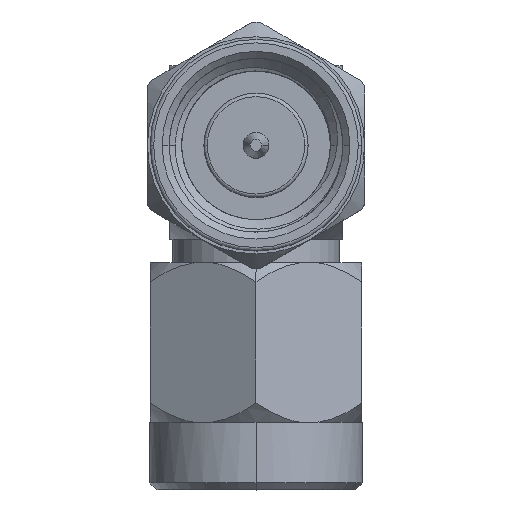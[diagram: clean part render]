
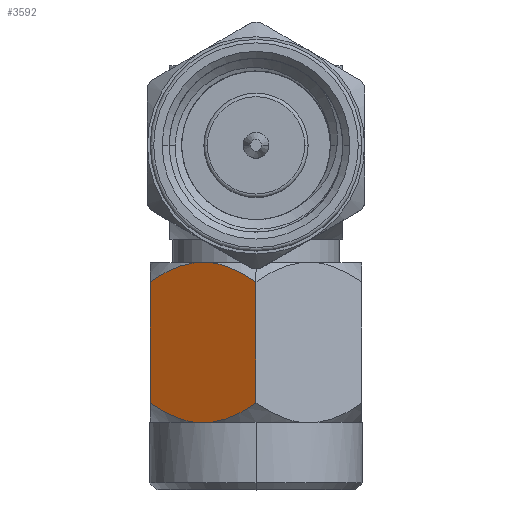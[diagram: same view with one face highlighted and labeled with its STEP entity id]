
A CAD part, top view. The second image highlights one B-rep face of the part: STEP entity #3592.
In plain terms, the highlighted face is planar.
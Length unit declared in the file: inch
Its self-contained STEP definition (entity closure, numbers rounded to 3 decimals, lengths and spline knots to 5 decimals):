
#136 = VERTEX_POINT ( 'NONE', #2493 ) ;
#250 = CARTESIAN_POINT ( 'NONE',  ( 0.14531, -0.32512, -0.05316 ) ) ;
#703 = LINE ( 'NONE', #7556, #1820 ) ;
#779 = CARTESIAN_POINT ( 'NONE',  ( 0.09372, -0.30591, -0.14251 ) ) ;
#790 = CARTESIAN_POINT ( 'NONE',  ( 0.15182, -0.32169, -0.04189 ) ) ;
#869 = CARTESIAN_POINT ( 'NONE',  ( 0.11869, -0.09838, -0.09926 ) ) ;
#935 = LINE ( 'NONE', #3877, #3810 ) ;
#1065 = FACE_OUTER_BOUND ( 'NONE', #5499, .T. ) ;
#1170 = CARTESIAN_POINT ( 'NONE',  ( 0.176, -0.12441, 0. ) ) ;
#1215 = ORIENTED_EDGE ( 'NONE', *, *, #8358, .T. ) ;
#1333 = EDGE_CURVE ( 'NONE', #6710, #7665, #3847, .T. ) ;
#1392 = VECTOR ( 'NONE', #8485, 39.37008 ) ;
#1404 = ORIENTED_EDGE ( 'NONE', *, *, #3193, .T. ) ;
#1437 = CARTESIAN_POINT ( 'NONE',  ( 0.13865, -0.097, -0.06469 ) ) ;
#1553 = DIRECTION ( 'NONE',  ( -0.5, 0., -0.866 ) ) ;
#1618 = CARTESIAN_POINT ( 'NONE',  ( 0.176, -3.5813, 0. ) ) ;
#1752 = ORIENTED_EDGE ( 'NONE', *, *, #6559, .F. ) ;
#1820 = VECTOR ( 'NONE', #1553, 39.37008 ) ;
#1996 = EDGE_CURVE ( 'NONE', #4441, #7885, #7090, .T. ) ;
#2124 = CARTESIAN_POINT ( 'NONE',  ( 0.09369, -0.11763, -0.14256 ) ) ;
#2306 = ORIENTED_EDGE ( 'NONE', *, *, #1996, .T. ) ;
#2397 = CARTESIAN_POINT ( 'NONE',  ( 0.176, -0.3265, 0. ) ) ;
#2493 = CARTESIAN_POINT ( 'NONE',  ( 0.088, -0.29909, -0.15242 ) ) ;
#2562 = CARTESIAN_POINT ( 'NONE',  ( 0.088, -3.5813, -0.15242 ) ) ;
#2644 = ORIENTED_EDGE ( 'NONE', *, *, #7970, .F. ) ;
#2658 = VERTEX_POINT ( 'NONE', #1170 ) ;
#2721 = CARTESIAN_POINT ( 'NONE',  ( 0.088, -0.12441, -0.15242 ) ) ;
#2756 = EDGE_CURVE ( 'NONE', #136, #6710, #7401, .T. ) ;
#2883 = VERTEX_POINT ( 'NONE', #3147 ) ;
#2907 = EDGE_CURVE ( 'NONE', #7885, #2883, #7814, .T. ) ;
#3052 = PLANE ( 'NONE',  #5647 ) ;
#3147 = CARTESIAN_POINT ( 'NONE',  ( 0.12535, -0.3265, -0.08773 ) ) ;
#3193 = EDGE_CURVE ( 'NONE', #4936, #2658, #3232, .T. ) ;
#3232 = B_SPLINE_CURVE_WITH_KNOTS ( 'NONE', 3,
 ( #6780, #6746, #3452, #6077, #4784, #5454 ),
 .UNSPECIFIED., .F., .F.,
 ( 4, 2, 4 ),
 ( 0.00736, 0.00838, 0.00939 ),
 .UNSPECIFIED. ) ;
#3452 = CARTESIAN_POINT ( 'NONE',  ( 0.15176, -0.10178, -0.04198 ) ) ;
#3454 = CARTESIAN_POINT ( 'NONE',  ( 0.088, -0.29909, -0.15242 ) ) ;
#3592 = ADVANCED_FACE ( 'NONE', ( #1065 ), #3052, .T. ) ;
#3810 = VECTOR ( 'NONE', #4520, 39.37008 ) ;
#3847 = B_SPLINE_CURVE_WITH_KNOTS ( 'NONE', 3,
 ( #6812, #2124, #6109, #7902, #869, #4133 ),
 .UNSPECIFIED., .F., .F.,
 ( 4, 2, 4 ),
 ( 0.00466, 0.00568, 0.00669 ),
 .UNSPECIFIED. ) ;
#3877 = CARTESIAN_POINT ( 'NONE',  ( 0.176, -3.5813, 0. ) ) ;
#4133 = CARTESIAN_POINT ( 'NONE',  ( 0.12535, -0.097, -0.08773 ) ) ;
#4290 = DIRECTION ( 'NONE',  ( 0.866, 0., -0.5 ) ) ;
#4441 = VERTEX_POINT ( 'NONE', #8047 ) ;
#4518 = CARTESIAN_POINT ( 'NONE',  ( 0.12535, -0.097, -0.08773 ) ) ;
#4520 = DIRECTION ( 'NONE',  ( 0., 1., 0. ) ) ;
#4729 = CARTESIAN_POINT ( 'NONE',  ( 0.11224, -0.32172, -0.11044 ) ) ;
#4770 = CARTESIAN_POINT ( 'NONE',  ( 0.176, -0.29909, 0. ) ) ;
#4784 = CARTESIAN_POINT ( 'NONE',  ( 0.17028, -0.11759, -0.00991 ) ) ;
#4787 = CARTESIAN_POINT ( 'NONE',  ( 0.1187, -0.32512, -0.09925 ) ) ;
#4936 = VERTEX_POINT ( 'NONE', #1437 ) ;
#5454 = CARTESIAN_POINT ( 'NONE',  ( 0.176, -0.12441, 0. ) ) ;
#5499 = EDGE_LOOP ( 'NONE', ( #1752, #2306, #6636, #1215, #7657, #8179, #2644, #1404 ) ) ;
#5585 = B_SPLINE_CURVE_WITH_KNOTS ( 'NONE', 3,
 ( #6784, #4787, #4729, #7433, #779, #3454 ),
 .UNSPECIFIED., .F., .F.,
 ( 4, 2, 4 ),
 ( 0.00736, 0.00838, 0.00939 ),
 .UNSPECIFIED. ) ;
#5622 = VECTOR ( 'NONE', #7747, 39.37008 ) ;
#5636 = CARTESIAN_POINT ( 'NONE',  ( 0.13865, -0.3265, -0.06469 ) ) ;
#5647 = AXIS2_PLACEMENT_3D ( 'NONE', #1618, #4290, #6335 ) ;
#6077 = CARTESIAN_POINT ( 'NONE',  ( 0.16435, -0.11148, -0.02018 ) ) ;
#6109 = CARTESIAN_POINT ( 'NONE',  ( 0.0996, -0.11153, -0.13233 ) ) ;
#6117 = CARTESIAN_POINT ( 'NONE',  ( 0.17031, -0.30587, -0.00986 ) ) ;
#6335 = DIRECTION ( 'NONE',  ( -0.5, 0., -0.866 ) ) ;
#6399 = CARTESIAN_POINT ( 'NONE',  ( 0.13865, -0.3265, -0.06469 ) ) ;
#6559 = EDGE_CURVE ( 'NONE', #4441, #2658, #935, .T. ) ;
#6617 = CARTESIAN_POINT ( 'NONE',  ( 0.1644, -0.31197, -0.02009 ) ) ;
#6636 = ORIENTED_EDGE ( 'NONE', *, *, #2907, .T. ) ;
#6710 = VERTEX_POINT ( 'NONE', #2721 ) ;
#6746 = CARTESIAN_POINT ( 'NONE',  ( 0.1453, -0.09838, -0.05317 ) ) ;
#6780 = CARTESIAN_POINT ( 'NONE',  ( 0.13865, -0.097, -0.06469 ) ) ;
#6784 = CARTESIAN_POINT ( 'NONE',  ( 0.12535, -0.3265, -0.08773 ) ) ;
#6812 = CARTESIAN_POINT ( 'NONE',  ( 0.088, -0.12441, -0.15242 ) ) ;
#7090 = B_SPLINE_CURVE_WITH_KNOTS ( 'NONE', 3,
 ( #4770, #6117, #6617, #790, #250, #6399 ),
 .UNSPECIFIED., .F., .F.,
 ( 4, 2, 4 ),
 ( 0.00466, 0.00568, 0.00669 ),
 .UNSPECIFIED. ) ;
#7401 = LINE ( 'NONE', #2562, #1392 ) ;
#7433 = CARTESIAN_POINT ( 'NONE',  ( 0.09965, -0.31202, -0.13224 ) ) ;
#7556 = CARTESIAN_POINT ( 'NONE',  ( 0.176, -0.097, 0. ) ) ;
#7657 = ORIENTED_EDGE ( 'NONE', *, *, #2756, .T. ) ;
#7665 = VERTEX_POINT ( 'NONE', #4518 ) ;
#7747 = DIRECTION ( 'NONE',  ( -0.5, 0., -0.866 ) ) ;
#7814 = LINE ( 'NONE', #2397, #5622 ) ;
#7885 = VERTEX_POINT ( 'NONE', #5636 ) ;
#7902 = CARTESIAN_POINT ( 'NONE',  ( 0.11218, -0.10181, -0.11053 ) ) ;
#7970 = EDGE_CURVE ( 'NONE', #4936, #7665, #703, .T. ) ;
#8047 = CARTESIAN_POINT ( 'NONE',  ( 0.176, -0.29909, 0. ) ) ;
#8179 = ORIENTED_EDGE ( 'NONE', *, *, #1333, .T. ) ;
#8358 = EDGE_CURVE ( 'NONE', #2883, #136, #5585, .T. ) ;
#8485 = DIRECTION ( 'NONE',  ( 0., 1., 0. ) ) ;
